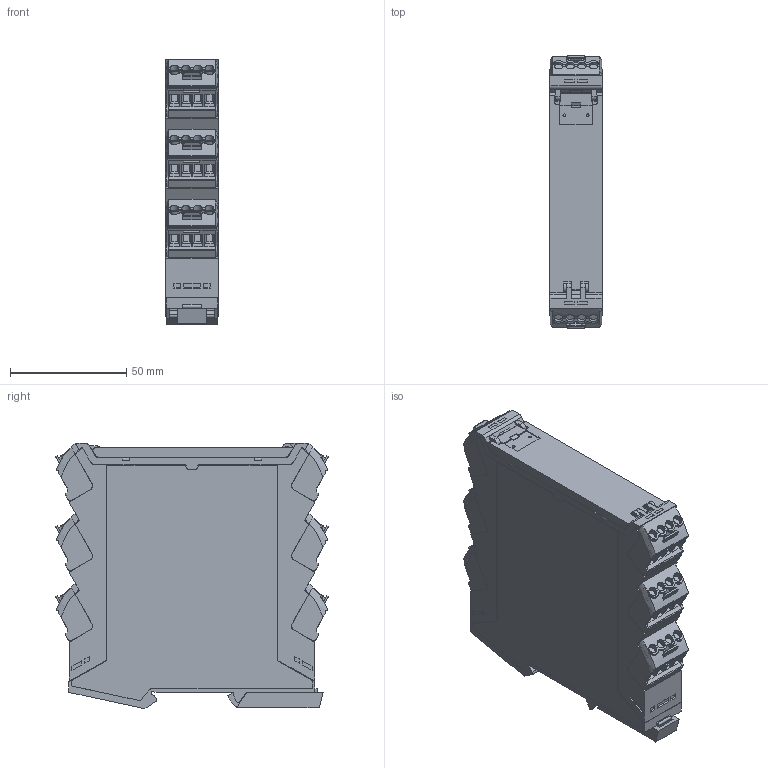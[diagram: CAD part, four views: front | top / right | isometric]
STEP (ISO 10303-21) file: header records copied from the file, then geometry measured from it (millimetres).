
FILE_DESCRIPTION(('CATIA V5 STEP Exchange','CAx-IF Rec.Pracs.--- Model Styling and Organization---1.4--- 2014-01-23'),'2;1');
FILE_NAME ('D1474917_0_1519370000_S3D_CH20M22_SET_3_3_BK_OR.stp','2021-02-22T13:49:32+00:00',('none'),('Weidmueller'),'CATIA Version 5-6 Release 2016 SP3 HF44','CATIA V5 STEP AP214','none');
FILE_SCHEMA(('AUTOMOTIVE_DESIGN { 1 0 10303 214 1 1 1 1 }'));
Products named in the file (1): S3D_CH20M22_SET_3_3_BK_OR
Bounding box: 22.5 x 117.21 x 114.02 mm (x, y, z)
Volume: 90711.4 mm3; surface area: 125663.8 mm2
Topology: 96 solids, 96 shells, 4903 faces, 14758 edges, 10137 vertices
Faces by surface type: plane 3617, cylinder 845, extrusion 379, revolution 48, bspline 12, sphere 2
Entity records: 170399 total; most frequent: CARTESIAN_POINT 38812, ORIENTED_EDGE 29516, DIRECTION 20766, EDGE_CURVE 14758, VECTOR 11367, LINE 10988, VERTEX_POINT 10137, AXIS2_PLACEMENT_3D 5653
